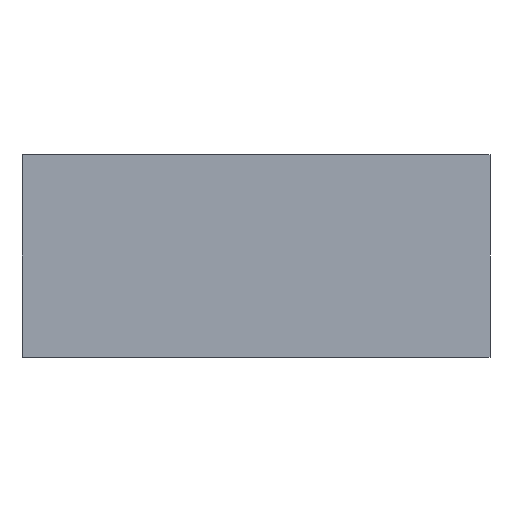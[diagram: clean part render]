
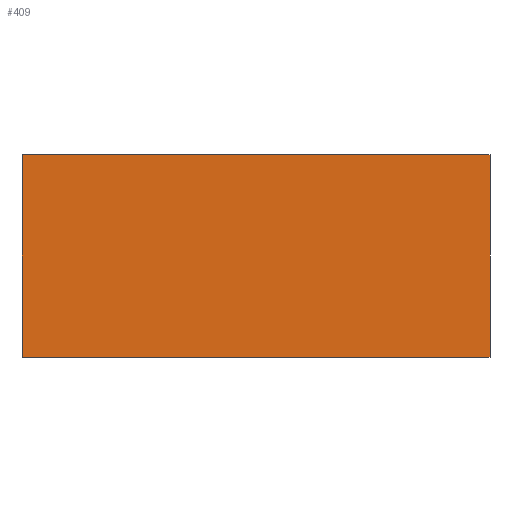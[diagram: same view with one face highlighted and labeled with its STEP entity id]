
A CAD part, front view. The second image highlights one B-rep face of the part: STEP entity #409.
In plain terms, the highlighted planar face has unit normal (0, -1, 0).
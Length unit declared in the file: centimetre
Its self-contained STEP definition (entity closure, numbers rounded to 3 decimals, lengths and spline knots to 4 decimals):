
#51=FACE_OUTER_BOUND('',#80,.T.);
#80=EDGE_LOOP('',(#340,#341,#342,#343));
#111=VERTEX_POINT('',#800);
#112=VERTEX_POINT('',#802);
#135=VERTEX_POINT('',#885);
#136=VERTEX_POINT('',#889);
#164=EDGE_CURVE('',#111,#112,#440,.T.);
#206=EDGE_CURVE('',#135,#112,#481,.T.);
#207=EDGE_CURVE('',#136,#135,#482,.T.);
#208=EDGE_CURVE('',#136,#111,#483,.T.);
#340=ORIENTED_EDGE('',*,*,#207,.T.);
#341=ORIENTED_EDGE('',*,*,#206,.T.);
#342=ORIENTED_EDGE('',*,*,#164,.F.);
#343=ORIENTED_EDGE('',*,*,#208,.F.);
#380=PLANE('',#588);
#409=ADVANCED_FACE('',(#51),#380,.T.);
#440=LINE('',#803,#507);
#481=LINE('',#887,#548);
#482=LINE('',#890,#549);
#483=LINE('',#891,#550);
#507=VECTOR('',#646,10.);
#548=VECTOR('',#727,10.);
#549=VECTOR('',#730,10.);
#550=VECTOR('',#731,10.);
#588=AXIS2_PLACEMENT_3D('',#888,#728,#729);
#646=DIRECTION('',(1.,0.,0.));
#727=DIRECTION('',(0.,0.,1.));
#728=DIRECTION('center_axis',(0.,-1.,0.));
#729=DIRECTION('ref_axis',(1.,0.,0.));
#730=DIRECTION('',(1.,0.,0.));
#731=DIRECTION('',(0.,0.,1.));
#800=CARTESIAN_POINT('',(0.,-155.,160.));
#802=CARTESIAN_POINT('',(370.,-155.,160.));
#803=CARTESIAN_POINT('',(0.,-155.,160.));
#885=CARTESIAN_POINT('',(370.,-155.,0.));
#887=CARTESIAN_POINT('',(370.,-155.,0.));
#888=CARTESIAN_POINT('Origin',(0.,-155.,0.));
#889=CARTESIAN_POINT('',(0.,-155.,0.));
#890=CARTESIAN_POINT('',(0.,-155.,0.));
#891=CARTESIAN_POINT('',(0.,-155.,0.));
